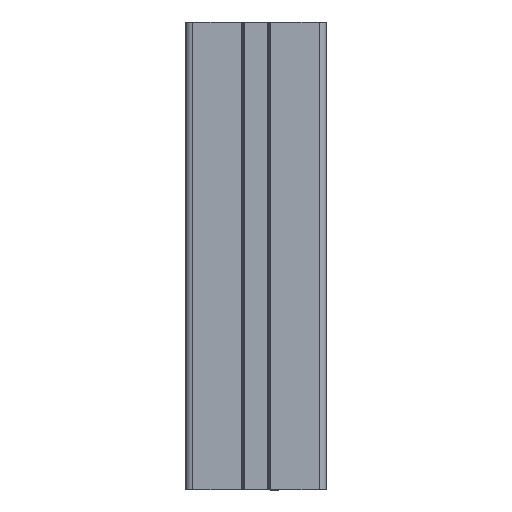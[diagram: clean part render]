
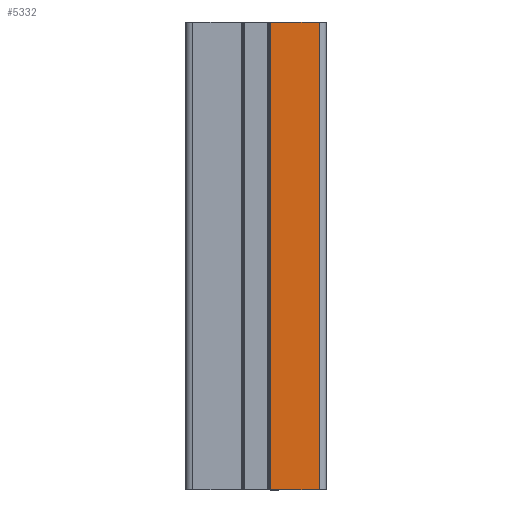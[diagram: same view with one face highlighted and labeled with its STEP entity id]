
A CAD part, top view. The second image highlights one B-rep face of the part: STEP entity #5332.
In plain terms, the highlighted planar face has unit normal (0, 0, 1).
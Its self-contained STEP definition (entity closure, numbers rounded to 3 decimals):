
#568=FACE_OUTER_BOUND('',#842,.T.);
#842=EDGE_LOOP('',(#3911,#3912,#3913,#3914));
#1253=LINE('',#8412,#1789);
#1254=LINE('',#8416,#1790);
#1255=LINE('',#8418,#1791);
#1256=LINE('',#8419,#1792);
#1789=VECTOR('',#6751,200.);
#1790=VECTOR('',#6756,20.7);
#1791=VECTOR('',#6757,200.);
#1792=VECTOR('',#6758,20.7);
#2339=VERTEX_POINT('',#8409);
#2340=VERTEX_POINT('',#8411);
#2341=VERTEX_POINT('',#8415);
#2342=VERTEX_POINT('',#8417);
#2988=EDGE_CURVE('',#2339,#2340,#1253,.T.);
#2990=EDGE_CURVE('',#2339,#2341,#1254,.T.);
#2991=EDGE_CURVE('',#2341,#2342,#1255,.T.);
#2992=EDGE_CURVE('',#2340,#2342,#1256,.T.);
#3911=ORIENTED_EDGE('',*,*,#2990,.T.);
#3912=ORIENTED_EDGE('',*,*,#2991,.T.);
#3913=ORIENTED_EDGE('',*,*,#2992,.F.);
#3914=ORIENTED_EDGE('',*,*,#2988,.F.);
#5138=PLANE('',#5728);
#5332=ADVANCED_FACE('',(#568),#5138,.T.);
#5728=AXIS2_PLACEMENT_3D('',#8414,#6754,#6755);
#6751=DIRECTION('',(0.,-1.,0.));
#6754=DIRECTION('center_axis',(0.,0.,1.));
#6755=DIRECTION('ref_axis',(1.,0.,0.));
#6756=DIRECTION('',(-1.,0.,0.));
#6757=DIRECTION('',(0.,-1.,0.));
#6758=DIRECTION('',(-1.,0.,0.));
#8409=CARTESIAN_POINT('',(27.,200.,30.));
#8411=CARTESIAN_POINT('',(27.,0.,30.));
#8412=CARTESIAN_POINT('',(27.,0.,30.));
#8414=CARTESIAN_POINT('Origin',(6.3,0.,30.));
#8415=CARTESIAN_POINT('',(6.3,200.,30.));
#8416=CARTESIAN_POINT('',(3.15,200.,30.));
#8417=CARTESIAN_POINT('',(6.3,0.,30.));
#8418=CARTESIAN_POINT('',(6.3,0.,30.));
#8419=CARTESIAN_POINT('',(3.15,0.,30.));
